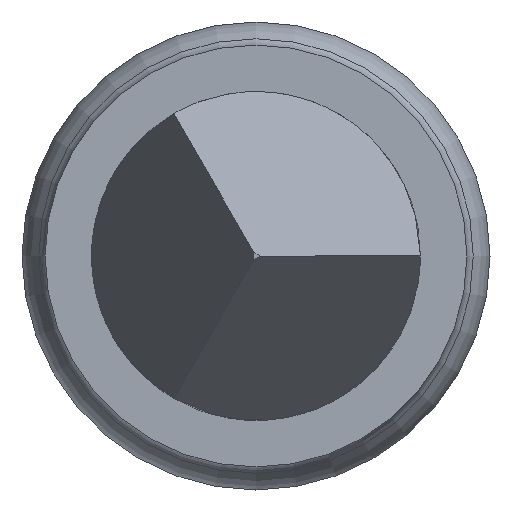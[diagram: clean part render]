
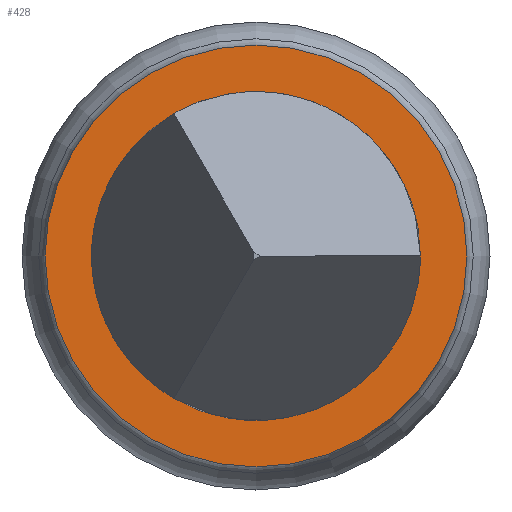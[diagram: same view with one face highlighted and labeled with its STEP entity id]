
A CAD part, left-side view. The second image highlights one B-rep face of the part: STEP entity #428.
In plain terms, the highlighted planar face has unit normal (-1, 0, 0).
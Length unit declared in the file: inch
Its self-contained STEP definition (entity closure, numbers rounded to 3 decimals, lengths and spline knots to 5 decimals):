
#15 = ORIENTED_EDGE ( 'NONE', *, *, #625, .F. ) ;
#27 = VERTEX_POINT ( 'NONE', #684 ) ;
#78 = DIRECTION ( 'NONE',  ( 0., 0., -1. ) ) ;
#84 = CARTESIAN_POINT ( 'NONE',  ( 0., 0., 0. ) ) ;
#112 = FACE_BOUND ( 'NONE', #137, .T. ) ;
#137 = EDGE_LOOP ( 'NONE', ( #15 ) ) ;
#250 = AXIS2_PLACEMENT_3D ( 'NONE', #84, #607, #78 ) ;
#256 = VERTEX_POINT ( 'NONE', #682 ) ;
#295 = DIRECTION ( 'NONE',  ( 0., 0., -1. ) ) ;
#296 = ORIENTED_EDGE ( 'NONE', *, *, #581, .F. ) ;
#344 = DIRECTION ( 'NONE',  ( -1., 0., 0. ) ) ;
#350 = AXIS2_PLACEMENT_3D ( 'NONE', #376, #648, #371 ) ;
#371 = DIRECTION ( 'NONE',  ( 0., 0., -1. ) ) ;
#376 = CARTESIAN_POINT ( 'NONE',  ( 0., 0.02725, 0. ) ) ;
#395 = EDGE_LOOP ( 'NONE', ( #296 ) ) ;
#422 = CIRCLE ( 'NONE', #493, 0.0189 ) ;
#428 = ADVANCED_FACE ( 'NONE', ( #112, #529 ), #530, .F. ) ;
#488 = CIRCLE ( 'NONE', #250, 0.02425 ) ;
#493 = AXIS2_PLACEMENT_3D ( 'NONE', #560, #344, #295 ) ;
#529 = FACE_OUTER_BOUND ( 'NONE', #395, .T. ) ;
#530 = PLANE ( 'NONE',  #350 ) ;
#560 = CARTESIAN_POINT ( 'NONE',  ( 0., 0., 0. ) ) ;
#581 = EDGE_CURVE ( 'NONE', #27, #27, #488, .T. ) ;
#607 = DIRECTION ( 'NONE',  ( 1., 0., 0. ) ) ;
#625 = EDGE_CURVE ( 'NONE', #256, #256, #422, .T. ) ;
#648 = DIRECTION ( 'NONE',  ( 1., 0., 0. ) ) ;
#682 = CARTESIAN_POINT ( 'NONE',  ( 0., 0., -0.0189 ) ) ;
#684 = CARTESIAN_POINT ( 'NONE',  ( 0., 0., -0.02425 ) ) ;
